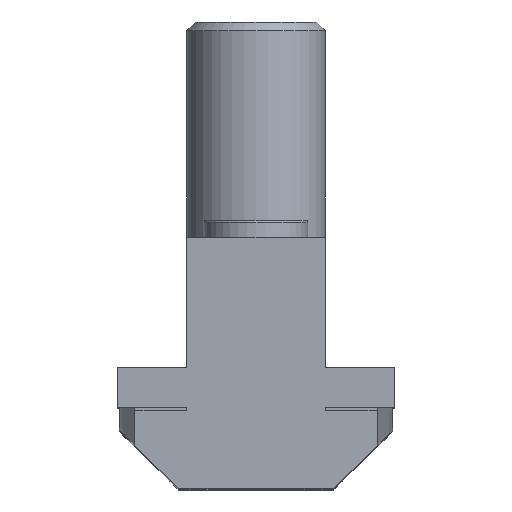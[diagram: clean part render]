
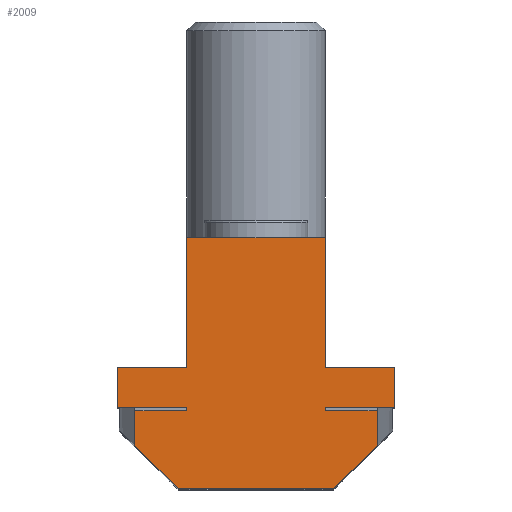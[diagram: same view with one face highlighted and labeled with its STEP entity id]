
A CAD part, top view. The second image highlights one B-rep face of the part: STEP entity #2009.
In plain terms, the highlighted planar face has unit normal (0, 0, 1).
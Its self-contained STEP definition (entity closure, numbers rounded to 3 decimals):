
#144=PLANE('',#2195);
#255=FACE_OUTER_BOUND('',#374,.T.);
#374=EDGE_LOOP('',(#1823,#1824,#1825,#1826,#1827,#1828,#1829,#1830,#1831,
#1832,#1833,#1834,#1835,#1836,#1837,#1838,#1839,#1840));
#487=LINE('',#3122,#706);
#501=LINE('',#3153,#720);
#513=LINE('',#3185,#732);
#521=LINE('',#3203,#740);
#528=LINE('',#3217,#747);
#579=LINE('',#3324,#798);
#584=LINE('',#3333,#803);
#588=LINE('',#3341,#807);
#592=LINE('',#3349,#811);
#597=LINE('',#3356,#816);
#602=LINE('',#3369,#821);
#606=LINE('',#3377,#825);
#610=LINE('',#3385,#829);
#615=LINE('',#3396,#834);
#617=LINE('',#3400,#836);
#618=LINE('',#3402,#837);
#619=LINE('',#3403,#838);
#620=LINE('',#3404,#839);
#706=VECTOR('',#2475,10.);
#720=VECTOR('',#2507,10.);
#732=VECTOR('',#2543,10.);
#740=VECTOR('',#2561,10.);
#747=VECTOR('',#2572,10.);
#798=VECTOR('',#2655,10.);
#803=VECTOR('',#2664,10.);
#807=VECTOR('',#2672,10.);
#811=VECTOR('',#2680,10.);
#816=VECTOR('',#2689,10.);
#821=VECTOR('',#2704,10.);
#825=VECTOR('',#2712,10.);
#829=VECTOR('',#2720,10.);
#834=VECTOR('',#2733,10.);
#836=VECTOR('',#2739,10.);
#837=VECTOR('',#2742,10.);
#838=VECTOR('',#2743,10.);
#839=VECTOR('',#2744,10.);
#941=VERTEX_POINT('',#3119);
#942=VERTEX_POINT('',#3121);
#949=VERTEX_POINT('',#3150);
#950=VERTEX_POINT('',#3152);
#958=VERTEX_POINT('',#3184);
#963=VERTEX_POINT('',#3202);
#967=VERTEX_POINT('',#3214);
#968=VERTEX_POINT('',#3216);
#1007=VERTEX_POINT('',#3321);
#1008=VERTEX_POINT('',#3323);
#1010=VERTEX_POINT('',#3331);
#1012=VERTEX_POINT('',#3339);
#1014=VERTEX_POINT('',#3347);
#1016=VERTEX_POINT('',#3366);
#1017=VERTEX_POINT('',#3368);
#1019=VERTEX_POINT('',#3376);
#1021=VERTEX_POINT('',#3384);
#1023=VERTEX_POINT('',#3394);
#1166=EDGE_CURVE('',#942,#941,#487,.T.);
#1180=EDGE_CURVE('',#950,#949,#501,.T.);
#1195=EDGE_CURVE('',#958,#942,#513,.T.);
#1204=EDGE_CURVE('',#963,#958,#521,.T.);
#1211=EDGE_CURVE('',#968,#967,#528,.T.);
#1265=EDGE_CURVE('',#1008,#1007,#579,.T.);
#1270=EDGE_CURVE('',#1007,#1010,#584,.T.);
#1274=EDGE_CURVE('',#1010,#1012,#588,.T.);
#1278=EDGE_CURVE('',#1012,#1014,#592,.T.);
#1283=EDGE_CURVE('',#1014,#950,#597,.T.);
#1288=EDGE_CURVE('',#1017,#1016,#602,.T.);
#1292=EDGE_CURVE('',#1019,#1017,#606,.T.);
#1296=EDGE_CURVE('',#1021,#1019,#610,.T.);
#1301=EDGE_CURVE('',#949,#1023,#615,.T.);
#1303=EDGE_CURVE('',#1023,#1021,#617,.T.);
#1304=EDGE_CURVE('',#1016,#963,#618,.T.);
#1305=EDGE_CURVE('',#941,#968,#619,.T.);
#1306=EDGE_CURVE('',#967,#1008,#620,.T.);
#1823=ORIENTED_EDGE('',*,*,#1288,.T.);
#1824=ORIENTED_EDGE('',*,*,#1304,.T.);
#1825=ORIENTED_EDGE('',*,*,#1204,.T.);
#1826=ORIENTED_EDGE('',*,*,#1195,.T.);
#1827=ORIENTED_EDGE('',*,*,#1166,.T.);
#1828=ORIENTED_EDGE('',*,*,#1305,.T.);
#1829=ORIENTED_EDGE('',*,*,#1211,.T.);
#1830=ORIENTED_EDGE('',*,*,#1306,.T.);
#1831=ORIENTED_EDGE('',*,*,#1265,.T.);
#1832=ORIENTED_EDGE('',*,*,#1270,.T.);
#1833=ORIENTED_EDGE('',*,*,#1274,.T.);
#1834=ORIENTED_EDGE('',*,*,#1278,.T.);
#1835=ORIENTED_EDGE('',*,*,#1283,.T.);
#1836=ORIENTED_EDGE('',*,*,#1180,.T.);
#1837=ORIENTED_EDGE('',*,*,#1301,.T.);
#1838=ORIENTED_EDGE('',*,*,#1303,.T.);
#1839=ORIENTED_EDGE('',*,*,#1296,.T.);
#1840=ORIENTED_EDGE('',*,*,#1292,.T.);
#2009=ADVANCED_FACE('',(#255),#144,.T.);
#2195=AXIS2_PLACEMENT_3D('',#3401,#2740,#2741);
#2475=DIRECTION('',(1.,0.,0.));
#2507=DIRECTION('',(-1.,0.,0.));
#2543=DIRECTION('',(0.707,-0.707,0.));
#2561=DIRECTION('',(0.,-1.,0.));
#2572=DIRECTION('',(0.,1.,0.));
#2655=DIRECTION('',(0.,1.,0.));
#2664=DIRECTION('',(1.,0.,0.));
#2672=DIRECTION('',(0.,1.,0.));
#2680=DIRECTION('',(-1.,0.,0.));
#2689=DIRECTION('',(0.,1.,0.));
#2704=DIRECTION('',(0.,-1.,0.));
#2712=DIRECTION('',(1.,0.,0.));
#2720=DIRECTION('',(0.,-1.,0.));
#2733=DIRECTION('',(0.,-1.,0.));
#2739=DIRECTION('',(-1.,0.,0.));
#2740=DIRECTION('center_axis',(0.,0.,1.));
#2741=DIRECTION('ref_axis',(1.,0.,0.));
#2742=DIRECTION('',(-1.,0.,0.));
#2743=DIRECTION('',(0.707,0.707,0.));
#2744=DIRECTION('',(-1.,0.,0.));
#3119=CARTESIAN_POINT('',(4.5,-4.5,20.));
#3121=CARTESIAN_POINT('',(-4.5,-4.5,20.));
#3122=CARTESIAN_POINT('',(-4.5,-4.5,20.));
#3150=CARTESIAN_POINT('',(-4.,10.,20.));
#3152=CARTESIAN_POINT('',(4.,10.,20.));
#3153=CARTESIAN_POINT('',(4.,10.,20.));
#3184=CARTESIAN_POINT('',(-7.,-2.,20.));
#3185=CARTESIAN_POINT('',(-7.,-2.,20.));
#3202=CARTESIAN_POINT('',(-7.,0.,20.));
#3203=CARTESIAN_POINT('',(-7.,0.,20.));
#3214=CARTESIAN_POINT('',(7.,0.,20.));
#3216=CARTESIAN_POINT('',(7.,-2.,20.));
#3217=CARTESIAN_POINT('',(7.,-2.,20.));
#3321=CARTESIAN_POINT('',(4.,0.2,20.));
#3323=CARTESIAN_POINT('',(4.,0.,20.));
#3324=CARTESIAN_POINT('',(4.,0.,20.));
#3331=CARTESIAN_POINT('',(8.,0.2,20.));
#3333=CARTESIAN_POINT('',(8.,0.2,20.));
#3339=CARTESIAN_POINT('',(8.,2.5,20.));
#3341=CARTESIAN_POINT('',(8.,2.5,20.));
#3347=CARTESIAN_POINT('',(4.,2.5,20.));
#3349=CARTESIAN_POINT('',(-8.,2.5,20.));
#3356=CARTESIAN_POINT('',(4.,0.,20.));
#3366=CARTESIAN_POINT('',(-4.,0.,20.));
#3368=CARTESIAN_POINT('',(-4.,0.2,20.));
#3369=CARTESIAN_POINT('',(-4.,10.,20.));
#3376=CARTESIAN_POINT('',(-8.,0.2,20.));
#3377=CARTESIAN_POINT('',(8.,0.2,20.));
#3384=CARTESIAN_POINT('',(-8.,2.5,20.));
#3385=CARTESIAN_POINT('',(-8.,0.2,20.));
#3394=CARTESIAN_POINT('',(-4.,2.5,20.));
#3396=CARTESIAN_POINT('',(-4.,10.,20.));
#3400=CARTESIAN_POINT('',(-8.,2.5,20.));
#3401=CARTESIAN_POINT('Origin',(0.,2.081,20.));
#3402=CARTESIAN_POINT('',(-4.,0.,20.));
#3403=CARTESIAN_POINT('',(4.5,-4.5,20.));
#3404=CARTESIAN_POINT('',(7.,0.,20.));
